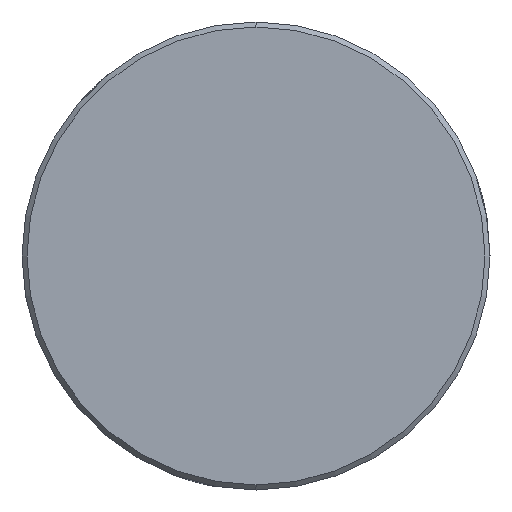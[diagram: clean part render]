
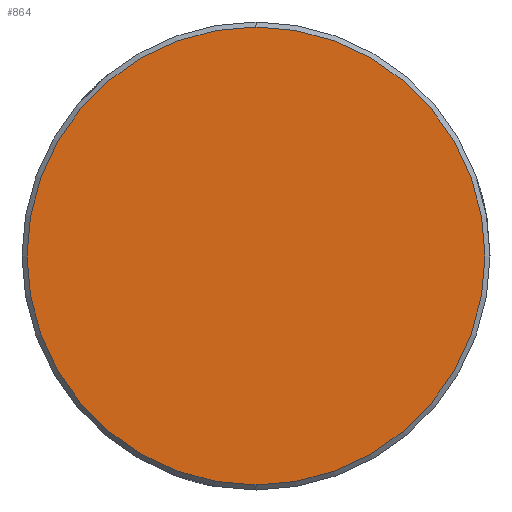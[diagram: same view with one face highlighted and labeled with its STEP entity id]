
A CAD part, left-side view. The second image highlights one B-rep face of the part: STEP entity #864.
In plain terms, the highlighted planar face has unit normal (-1, 0, 0).
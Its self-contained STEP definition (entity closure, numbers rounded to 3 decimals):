
#29 = DIRECTION ( 'NONE',  ( -1., 0., 0. ) ) ;
#34 = DIRECTION ( 'NONE',  ( -1., 0., 0. ) ) ;
#113 = VERTEX_POINT ( 'NONE', #126 ) ;
#119 = CARTESIAN_POINT ( 'NONE',  ( -72.1, 0., 0. ) ) ;
#126 = CARTESIAN_POINT ( 'NONE',  ( -72.1, 0., -13.7 ) ) ;
#192 = DIRECTION ( 'NONE',  ( 0., 0., 1. ) ) ;
#206 = DIRECTION ( 'NONE',  ( -1., 0., 0. ) ) ;
#212 = ORIENTED_EDGE ( 'NONE', *, *, #853, .T. ) ;
#343 = CIRCLE ( 'NONE', #390, 13.7 ) ;
#365 = DIRECTION ( 'NONE',  ( 0., 0., -1. ) ) ;
#367 = CIRCLE ( 'NONE', #536, 13.7 ) ;
#390 = AXIS2_PLACEMENT_3D ( 'NONE', #455, #29, #1084 ) ;
#403 = FACE_OUTER_BOUND ( 'NONE', #1149, .T. ) ;
#451 = ORIENTED_EDGE ( 'NONE', *, *, #852, .T. ) ;
#455 = CARTESIAN_POINT ( 'NONE',  ( -72.1, 0., 0. ) ) ;
#536 = AXIS2_PLACEMENT_3D ( 'NONE', #119, #206, #365 ) ;
#546 = CARTESIAN_POINT ( 'NONE',  ( -72.1, -13.864, -13.864 ) ) ;
#584 = AXIS2_PLACEMENT_3D ( 'NONE', #546, #34, #192 ) ;
#806 = CARTESIAN_POINT ( 'NONE',  ( -72.1, 0., 13.7 ) ) ;
#852 = EDGE_CURVE ( 'NONE', #1085, #113, #367, .T. ) ;
#853 = EDGE_CURVE ( 'NONE', #113, #1085, #343, .T. ) ;
#864 = ADVANCED_FACE ( 'NONE', ( #403 ), #997, .T. ) ;
#997 = PLANE ( 'NONE',  #584 ) ;
#1084 = DIRECTION ( 'NONE',  ( 0., 0., -1. ) ) ;
#1085 = VERTEX_POINT ( 'NONE', #806 ) ;
#1149 = EDGE_LOOP ( 'NONE', ( #212, #451 ) ) ;
